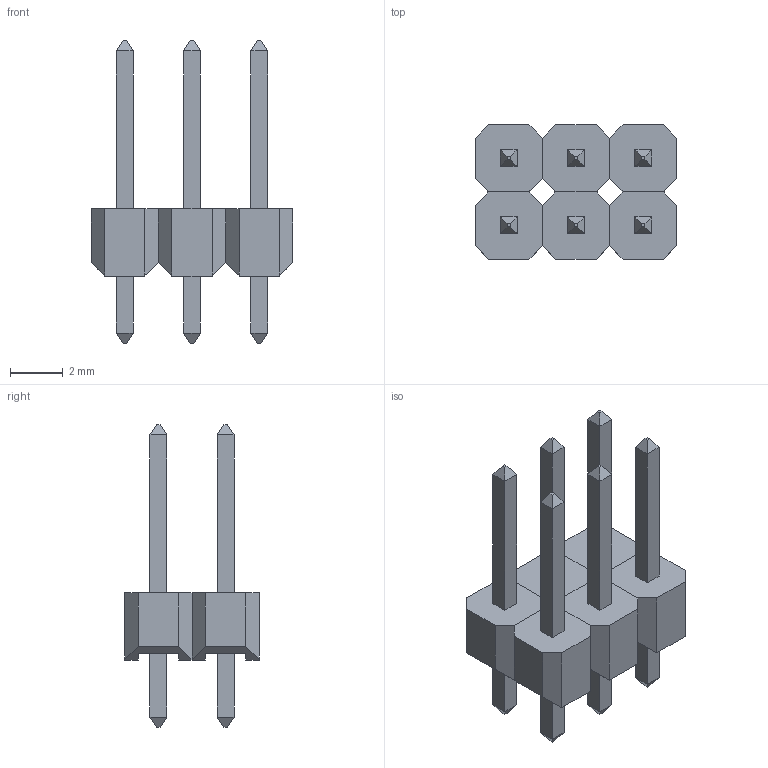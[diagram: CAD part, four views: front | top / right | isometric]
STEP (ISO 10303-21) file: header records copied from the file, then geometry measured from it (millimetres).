
FILE_DESCRIPTION(('FreeCAD Model'),'2;1');
FILE_NAME( 'Pin Header 3 x 2 TH 2.54mm Pitch011_sp.step', '2018-08-14T21:53:14',('kicad StepUp'),('ksu MCAD'), 'Open CASCADE STEP processor 6.8','FreeCAD','Unknown');
FILE_SCHEMA(('AUTOMOTIVE_DESIGN_CC2 { 1 2 10303 214 -1 1 5 4 }'));
Length unit declared in the file: millimetre
Products named in the file (2): ASSEMBLY; Pin_Header_3_x_2_TH_2.54mm_Pitch011_sp
Assembly tree (1 placements, depth 2):
  ASSEMBLY
    Pin_Header_3_x_2_TH_2.54mm_Pitch011_sp
Bounding box: 7.62 x 5.08 x 11.43 mm (x, y, z)
Volume: 104.5 mm3; surface area: 286.4 mm2
Topology: 1 solids, 1 shells, 190 faces, 440 edges, 260 vertices
Faces by surface type: plane 190
Entity records: 6513 total; most frequent: CARTESIAN_POINT 892, ORIENTED_EDGE 880, DIRECTION 824, EDGE_CURVE 440, LINE 440, VECTOR 440, VERTEX_POINT 260, FACE_BOUND 202
